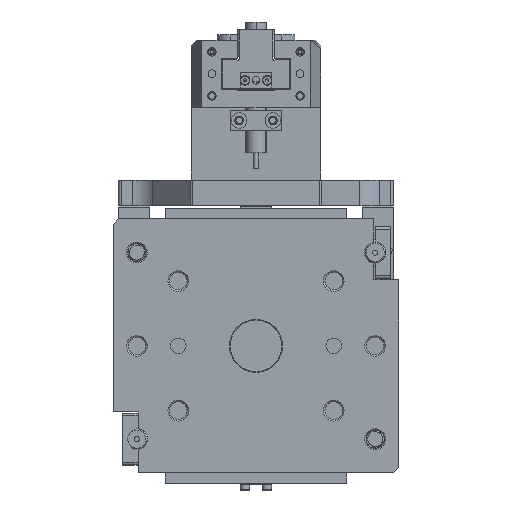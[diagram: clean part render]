
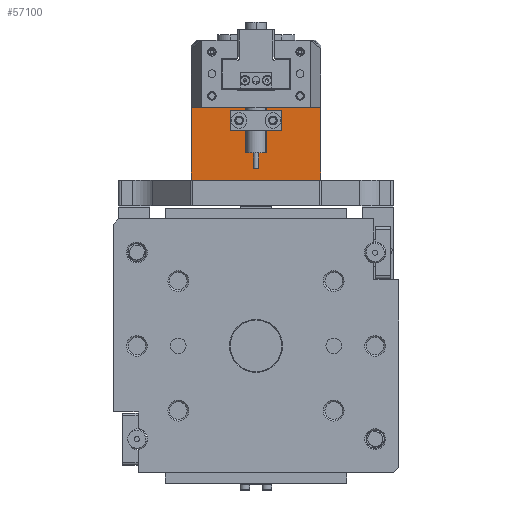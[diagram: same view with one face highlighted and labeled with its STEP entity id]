
A CAD part, front view. The second image highlights one B-rep face of the part: STEP entity #57100.
In plain terms, the highlighted face is planar.
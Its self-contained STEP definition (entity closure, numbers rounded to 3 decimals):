
#150 = CARTESIAN_POINT ( 'NONE',  ( -33.185, 12.52, 102.911 ) ) ;
#992 = AXIS2_PLACEMENT_3D ( 'NONE', #47294, #47089, #33291 ) ;
#1118 = EDGE_CURVE ( 'NONE', #28320, #25290, #54286, .T. ) ;
#2361 = VERTEX_POINT ( 'NONE', #150 ) ;
#3140 = CARTESIAN_POINT ( 'NONE',  ( -33.185, 31.02, 127.161 ) ) ;
#3141 = PLANE ( 'NONE',  #50298 ) ;
#3368 = CIRCLE ( 'NONE', #37023, 1.25 ) ;
#3382 = ORIENTED_EDGE ( 'NONE', *, *, #19685, .F. ) ;
#4018 = VERTEX_POINT ( 'NONE', #35123 ) ;
#4061 = CIRCLE ( 'NONE', #992, 1.25 ) ;
#5301 = AXIS2_PLACEMENT_3D ( 'NONE', #18728, #13809, #51677 ) ;
#5654 = CARTESIAN_POINT ( 'NONE',  ( -33.185, -0.48, 102.911 ) ) ;
#7916 = DIRECTION ( 'NONE',  ( 0., 0., -1. ) ) ;
#8001 = DIRECTION ( 'NONE',  ( -1., 0., 0. ) ) ;
#8501 = VERTEX_POINT ( 'NONE', #10856 ) ;
#10017 = DIRECTION ( 'NONE',  ( -1., 0., 0. ) ) ;
#10131 = LINE ( 'NONE', #10669, #58721 ) ;
#10669 = CARTESIAN_POINT ( 'NONE',  ( -33.185, -18.98, 99.161 ) ) ;
#10856 = CARTESIAN_POINT ( 'NONE',  ( -33.185, 31.02, 99.161 ) ) ;
#12211 = VECTOR ( 'NONE', #33531, 1000. ) ;
#13809 = DIRECTION ( 'NONE',  ( -1., 0., 0. ) ) ;
#14117 = CARTESIAN_POINT ( 'NONE',  ( -33.185, -0.48, 104.161 ) ) ;
#14393 = FACE_BOUND ( 'NONE', #55033, .T. ) ;
#15123 = VERTEX_POINT ( 'NONE', #32957 ) ;
#17046 = EDGE_LOOP ( 'NONE', ( #3382, #49879 ) ) ;
#17247 = ORIENTED_EDGE ( 'NONE', *, *, #54493, .T. ) ;
#17623 = DIRECTION ( 'NONE',  ( 0., 0., 1. ) ) ;
#18506 = EDGE_CURVE ( 'NONE', #59263, #8501, #10131, .T. ) ;
#18728 = CARTESIAN_POINT ( 'NONE',  ( -33.185, -0.48, 104.161 ) ) ;
#19354 = CARTESIAN_POINT ( 'NONE',  ( -33.185, -18.98, 127.161 ) ) ;
#19685 = EDGE_CURVE ( 'NONE', #4018, #2361, #3368, .T. ) ;
#21439 = DIRECTION ( 'NONE',  ( 1., 0., 0. ) ) ;
#23301 = CARTESIAN_POINT ( 'NONE',  ( -33.185, -18.98, 99.161 ) ) ;
#24419 = DIRECTION ( 'NONE',  ( 0., 1., 0. ) ) ;
#24469 = CARTESIAN_POINT ( 'NONE',  ( -33.185, 6.02, 127.161 ) ) ;
#24694 = FACE_BOUND ( 'NONE', #17046, .T. ) ;
#25290 = VERTEX_POINT ( 'NONE', #3140 ) ;
#25753 = LINE ( 'NONE', #23301, #55271 ) ;
#28320 = VERTEX_POINT ( 'NONE', #19354 ) ;
#28581 = LINE ( 'NONE', #32339, #30074 ) ;
#30074 = VECTOR ( 'NONE', #42002, 1000. ) ;
#31311 = CARTESIAN_POINT ( 'NONE',  ( -33.185, -18.98, 99.161 ) ) ;
#32339 = CARTESIAN_POINT ( 'NONE',  ( -33.185, 31.02, 99.161 ) ) ;
#32957 = CARTESIAN_POINT ( 'NONE',  ( -33.185, -0.48, 105.411 ) ) ;
#33291 = DIRECTION ( 'NONE',  ( 0., 0., 1. ) ) ;
#33531 = DIRECTION ( 'NONE',  ( 0., 1., 0. ) ) ;
#35123 = CARTESIAN_POINT ( 'NONE',  ( -33.185, 12.52, 105.411 ) ) ;
#36184 = EDGE_CURVE ( 'NONE', #41608, #15123, #43773, .T. ) ;
#37023 = AXIS2_PLACEMENT_3D ( 'NONE', #54892, #8001, #17623 ) ;
#37268 = DIRECTION ( 'NONE',  ( 0., 0., -1. ) ) ;
#37912 = FACE_OUTER_BOUND ( 'NONE', #40354, .T. ) ;
#40030 = ORIENTED_EDGE ( 'NONE', *, *, #47734, .F. ) ;
#40290 = CARTESIAN_POINT ( 'NONE',  ( -33.185, -18.98, 99.161 ) ) ;
#40354 = EDGE_LOOP ( 'NONE', ( #60535, #17247, #41497, #40030 ) ) ;
#41497 = ORIENTED_EDGE ( 'NONE', *, *, #18506, .F. ) ;
#41608 = VERTEX_POINT ( 'NONE', #5654 ) ;
#42002 = DIRECTION ( 'NONE',  ( 0., 0., -1. ) ) ;
#42498 = DIRECTION ( 'NONE',  ( 0., 0., 1. ) ) ;
#43773 = CIRCLE ( 'NONE', #5301, 1.25 ) ;
#47089 = DIRECTION ( 'NONE',  ( -1., 0., 0. ) ) ;
#47294 = CARTESIAN_POINT ( 'NONE',  ( -33.185, 12.52, 104.161 ) ) ;
#47734 = EDGE_CURVE ( 'NONE', #28320, #59263, #25753, .T. ) ;
#49575 = CIRCLE ( 'NONE', #53085, 1.25 ) ;
#49879 = ORIENTED_EDGE ( 'NONE', *, *, #57692, .F. ) ;
#50298 = AXIS2_PLACEMENT_3D ( 'NONE', #31311, #21439, #7916 ) ;
#51677 = DIRECTION ( 'NONE',  ( 0., 0., 1. ) ) ;
#53085 = AXIS2_PLACEMENT_3D ( 'NONE', #14117, #10017, #42498 ) ;
#54286 = LINE ( 'NONE', #24469, #12211 ) ;
#54493 = EDGE_CURVE ( 'NONE', #25290, #8501, #28581, .T. ) ;
#54892 = CARTESIAN_POINT ( 'NONE',  ( -33.185, 12.52, 104.161 ) ) ;
#55033 = EDGE_LOOP ( 'NONE', ( #58413, #59794 ) ) ;
#55271 = VECTOR ( 'NONE', #37268, 1000. ) ;
#57100 = ADVANCED_FACE ( 'NONE', ( #14393, #24694, #37912 ), #3141, .F. ) ;
#57692 = EDGE_CURVE ( 'NONE', #2361, #4018, #4061, .T. ) ;
#58413 = ORIENTED_EDGE ( 'NONE', *, *, #58419, .F. ) ;
#58419 = EDGE_CURVE ( 'NONE', #15123, #41608, #49575, .T. ) ;
#58721 = VECTOR ( 'NONE', #24419, 1000. ) ;
#59263 = VERTEX_POINT ( 'NONE', #40290 ) ;
#59794 = ORIENTED_EDGE ( 'NONE', *, *, #36184, .F. ) ;
#60535 = ORIENTED_EDGE ( 'NONE', *, *, #1118, .T. ) ;
